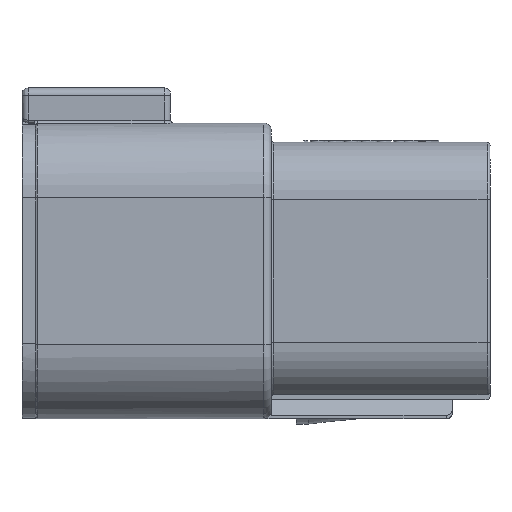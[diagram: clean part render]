
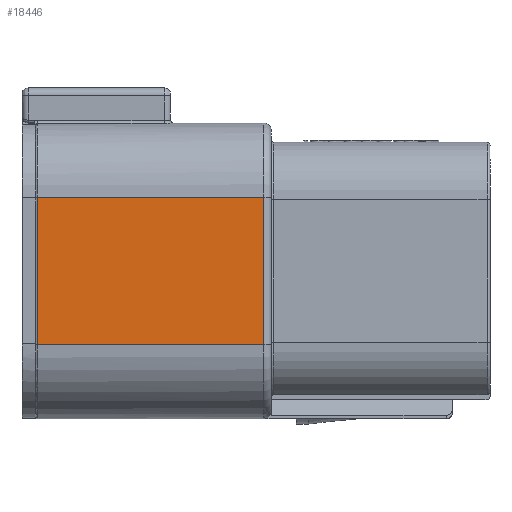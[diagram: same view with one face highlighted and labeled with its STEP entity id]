
A CAD part, left-side view. The second image highlights one B-rep face of the part: STEP entity #18446.
In plain terms, the highlighted planar face has unit normal (-1, 0, 0).
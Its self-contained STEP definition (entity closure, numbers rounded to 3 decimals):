
#2925=DIRECTION('',(0.,0.,-1.));
#2926=VECTOR('',#2925,14.9);
#2927=CARTESIAN_POINT('',(-13.475,22.9,7.45));
#2928=LINE('',#2927,#2926);
#2929=DIRECTION('',(0.,-1.,0.));
#2930=VECTOR('',#2929,22.85);
#2931=CARTESIAN_POINT('',(-13.475,45.75,-7.45));
#2932=LINE('',#2931,#2930);
#2933=DIRECTION('',(0.,0.,-1.));
#2934=VECTOR('',#2933,14.9);
#2935=CARTESIAN_POINT('',(-13.475,45.75,7.45));
#2936=LINE('',#2935,#2934);
#2937=DIRECTION('',(0.,-1.,0.));
#2938=VECTOR('',#2937,22.85);
#2939=CARTESIAN_POINT('',(-13.475,45.75,7.45));
#2940=LINE('',#2939,#2938);
#11737=CARTESIAN_POINT('',(-13.475,45.75,-7.45));
#11738=VERTEX_POINT('',#11737);
#11739=CARTESIAN_POINT('',(-13.475,45.75,7.45));
#11740=VERTEX_POINT('',#11739);
#11749=CARTESIAN_POINT('',(-13.475,22.9,-7.45));
#11751=VERTEX_POINT('',#11749);
#11757=CARTESIAN_POINT('',(-13.475,22.9,7.45));
#11758=VERTEX_POINT('',#11757);
#18435=CARTESIAN_POINT('',(-13.475,47.3,-14.95));
#18436=DIRECTION('',(-1.,0.,0.));
#18437=DIRECTION('',(0.,0.,1.));
#18438=AXIS2_PLACEMENT_3D('',#18435,#18436,#18437);
#18439=PLANE('',#18438);
#18440=ORIENTED_EDGE('',*,*,#18428,.T.);
#18441=ORIENTED_EDGE('',*,*,#18403,.F.);
#18442=ORIENTED_EDGE('',*,*,#17353,.F.);
#18443=ORIENTED_EDGE('',*,*,#17531,.T.);
#18444=EDGE_LOOP('',(#18440,#18441,#18442,#18443));
#18445=FACE_OUTER_BOUND('',#18444,.F.);
#18446=ADVANCED_FACE('',(#18445),#18439,.T.);
#17353=EDGE_CURVE('',#11740,#11738,#2936,.T.);
#17531=EDGE_CURVE('',#11740,#11758,#2940,.T.);
#18403=EDGE_CURVE('',#11738,#11751,#2932,.T.);
#18428=EDGE_CURVE('',#11758,#11751,#2928,.T.);
